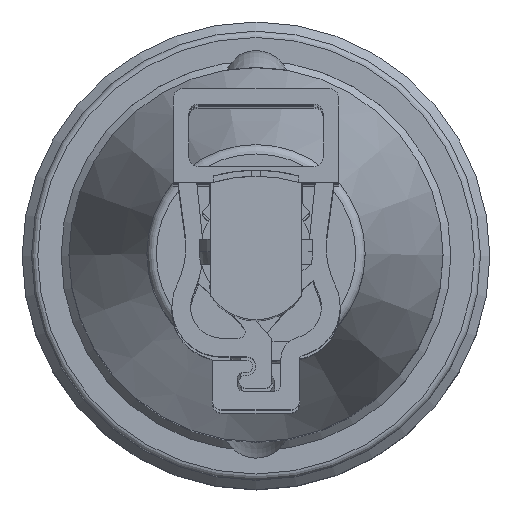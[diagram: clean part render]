
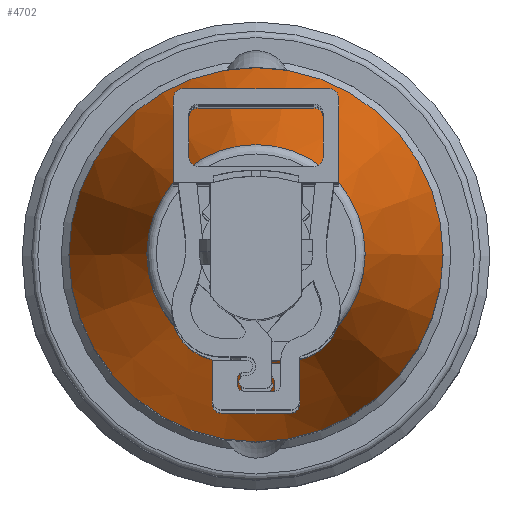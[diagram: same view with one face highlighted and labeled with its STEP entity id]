
A CAD part, top view. The second image highlights one B-rep face of the part: STEP entity #4702.
In plain terms, the highlighted conical face has half-angle 16.39 degrees and reference radius 3.5 mm.
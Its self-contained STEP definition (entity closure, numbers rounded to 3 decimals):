
#60=CONICAL_SURFACE('',#5103,3.5,0.286);
#1009=CIRCLE('',#5102,3.5);
#1010=CIRCLE('',#5104,6.);
#1985=ORIENTED_EDGE('',*,*,#2537,.F.);
#1986=ORIENTED_EDGE('',*,*,#2536,.T.);
#2536=EDGE_CURVE('',#2894,#2894,#1009,.T.);
#2537=EDGE_CURVE('',#2895,#2895,#1010,.T.);
#2894=VERTEX_POINT('',#7329);
#2895=VERTEX_POINT('',#7332);
#3153=EDGE_LOOP('',(#1985));
#3154=EDGE_LOOP('',(#1986));
#3441=FACE_BOUND('',#3153,.T.);
#3442=FACE_BOUND('',#3154,.T.);
#4702=ADVANCED_FACE('',(#3441,#3442),#60,.T.);
#5102=AXIS2_PLACEMENT_3D('',#7328,#6180,#6181);
#5103=AXIS2_PLACEMENT_3D('',#7330,#6182,#6183);
#5104=AXIS2_PLACEMENT_3D('',#7331,#6184,#6185);
#6180=DIRECTION('',(0.,0.,-1.));
#6181=DIRECTION('',(-1.,0.,0.));
#6182=DIRECTION('',(0.,0.,-1.));
#6183=DIRECTION('',(-1.,0.,0.));
#6184=DIRECTION('',(0.,0.,-1.));
#6185=DIRECTION('',(-1.,0.,0.));
#7328=CARTESIAN_POINT('',(0.,0.,-10.5));
#7329=CARTESIAN_POINT('',(-3.5,0.,-10.5));
#7330=CARTESIAN_POINT('',(0.,0.,-10.5));
#7331=CARTESIAN_POINT('',(0.,0.,-19.));
#7332=CARTESIAN_POINT('',(-6.,0.,-19.));
